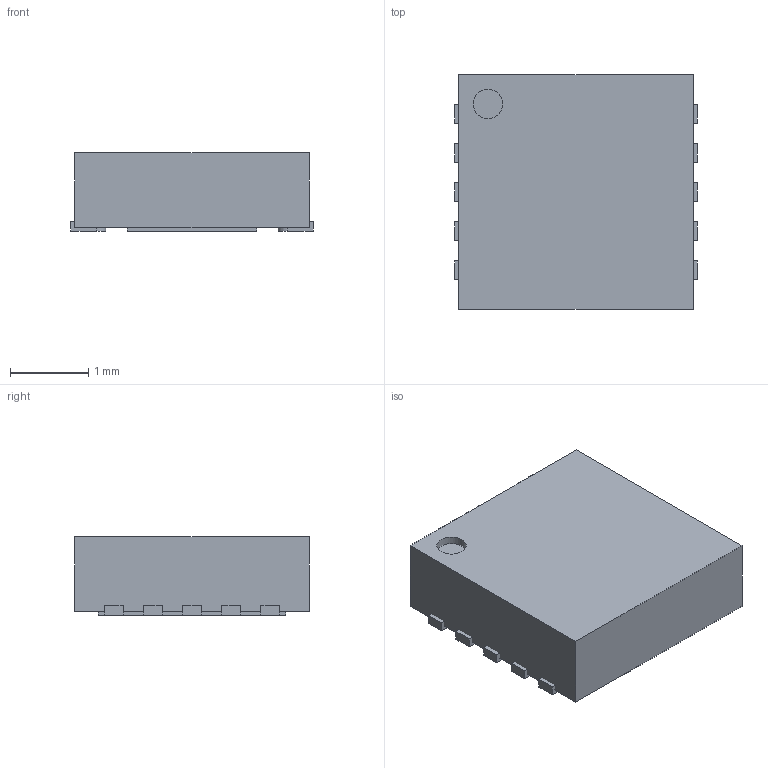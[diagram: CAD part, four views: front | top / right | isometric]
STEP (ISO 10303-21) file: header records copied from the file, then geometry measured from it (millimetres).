
FILE_DESCRIPTION(('CAx-IF Rec.Pracs.---Model Styling and Organization---1.5---2016-08-15','CAx-IF Rec.Pracs.---Geometric and Assembly Validation Properties---4.4---2016-08-17','CAx-IF Rec.Pracs.---User Defined Attributes---1.5---2016-08-15','CAx-IF Rec.Pracs.---External References---2.1---2005-01-19'),'2;1');
FILE_NAME('753676.1.1.step','2025-06-09T06:45:54',('Unspecified'),('Unspecified'),'CAD Exchanger 3.10.2 (cadexchanger.com)','Unspecified','');
FILE_SCHEMA(('AUTOMOTIVE_DESIGN { 1 0 10303 214 1 1 1 1 }'));
Length unit declared in the file: millimetre
Products named in the file (4): ASSEMBLY; Body; ThermalPin; PinsArrayLR
Assembly tree (3 placements, depth 2):
  ASSEMBLY
    Body
    ThermalPin
    PinsArrayLR
Bounding box: 3.1 x 3 x 1 mm (x, y, z)
Volume: 9.2 mm3; surface area: 42.1 mm2
Topology: 12 solids, 12 shells, 74 faces, 147 edges, 98 vertices
Faces by surface type: plane 63, cylinder 11
Full cylindrical faces by diameter (mm): 0.375 x1
Entity records: 2019 total; most frequent: CARTESIAN_POINT 321, DIRECTION 321, ORIENTED_EDGE 294, EDGE_CURVE 147, LINE 125, VECTOR 125, AXIS2_PLACEMENT_3D 98, VERTEX_POINT 98
